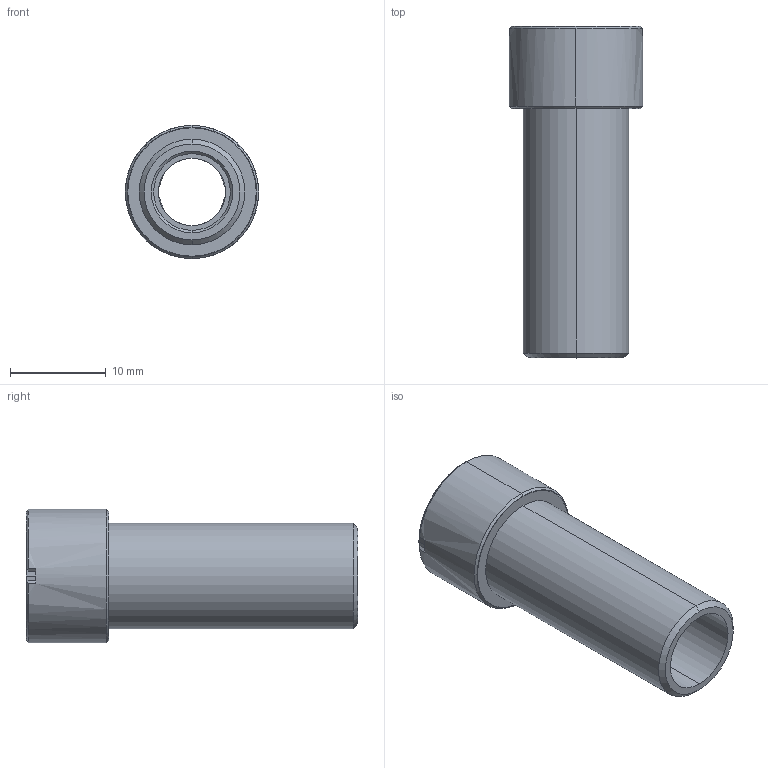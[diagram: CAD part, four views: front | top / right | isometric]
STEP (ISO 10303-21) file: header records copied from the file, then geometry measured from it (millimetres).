
FILE_DESCRIPTION(('FreeCAD Model'),'2;1');
FILE_NAME('Open CASCADE Shape Model','2024-12-02T14:30:16',(''),(''), 'Open CASCADE STEP processor 7.6','FreeCAD','Unknown');
FILE_SCHEMA(('AUTOMOTIVE_DESIGN { 1 0 10303 214 1 1 1 1 }'));
Length unit declared in the file: millimetre
Products named in the file (3): SM_RP_BUSHING; SOLID002; SHELL001
Assembly tree (2 placements, depth 2):
  SM_RP_BUSHING
    SOLID002
    SHELL001
Bounding box: 13.9 x 34.6 x 13.9 mm (x, y, z)
Volume: 1879.6 mm3; surface area: 2744.3 mm2
Topology: 1 solids, 2 shells, 39 faces, 98 edges, 62 vertices
Faces by surface type: bspline 39
Entity records: 1464 total; most frequent: CARTESIAN_POINT 567, ORIENTED_EDGE 192, DIRECTION 130, EDGE_CURVE 98, VERTEX_POINT 62, LINE 48, VECTOR 48, FACE_BOUND 42
